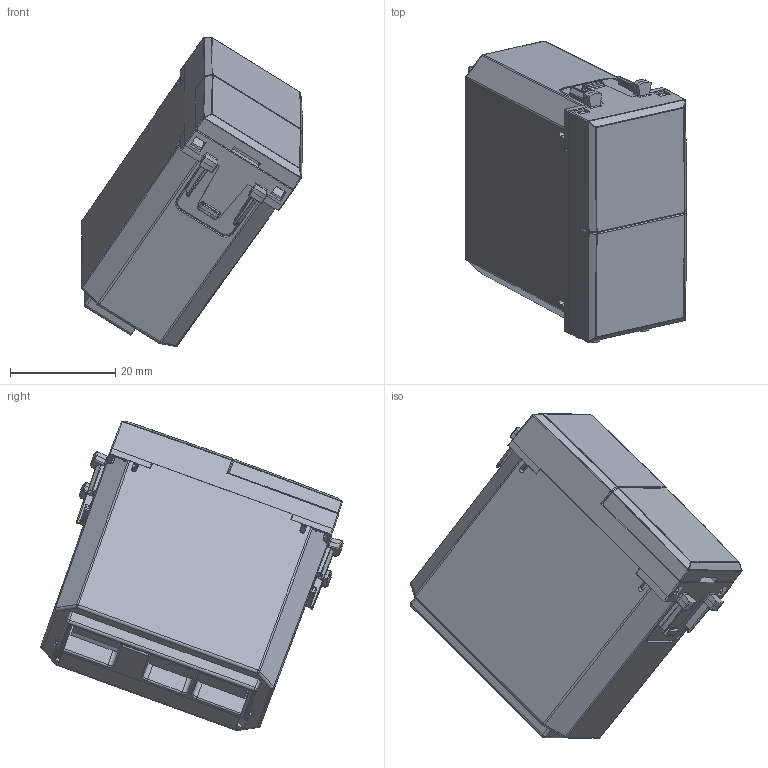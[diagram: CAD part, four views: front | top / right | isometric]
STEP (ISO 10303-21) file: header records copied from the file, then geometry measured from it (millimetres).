
FILE_DESCRIPTION(('CATIA V5 STEP Exchange'),'2;1');
FILE_NAME('442ABTA.stp','2024-03-05T12:58:38+00:00',('none'),('none'),'CATIA Version 5-6 Release 2016 SP6','CATIA V5 STEP AP203','none');
FILE_SCHEMA(('CONFIG_CONTROL_DESIGN'));
Products named in the file (1): 442ABTA
Assembly tree (9 placements, depth 2):
  442ABTA
    #57
    #656
    #12374  x2
    #14358
    #15609
    #20582
    #50800
    #55063
Bounding box: 41.89 x 57.34 x 58.72 mm (x, y, z)
Volume: 16277.7 mm3; surface area: 24520.7 mm2
Topology: 8 solids, 8 shells, 1512 faces, 4207 edges, 2661 vertices
Faces by surface type: plane 828, cylinder 455, bspline 74, sphere 68, cone 59, torus 28
Entity records: 55079 total; most frequent: CARTESIAN_POINT 22157, ORIENTED_EDGE 7904, DIRECTION 4956, EDGE_CURVE 3952, VERTEX_POINT 2538, VECTOR 2307, LINE 2307, AXIS2_PLACEMENT_3D 1533
